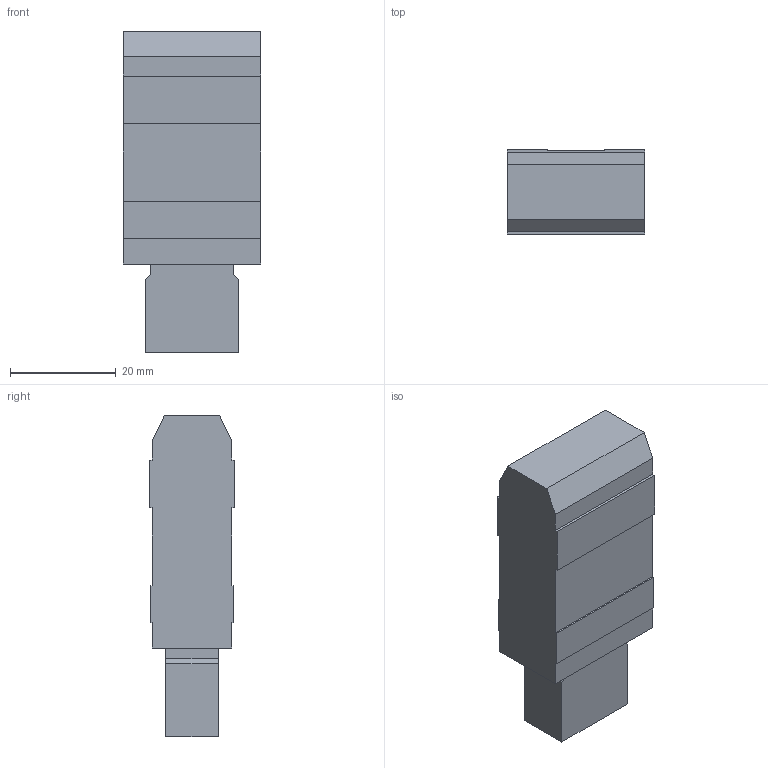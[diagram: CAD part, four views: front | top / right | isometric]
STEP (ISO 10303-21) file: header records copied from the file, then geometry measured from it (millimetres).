
FILE_DESCRIPTION(/* description */ (''),/* implementation_level */ '2;1');
FILE_NAME(/* name */ 'G_NSB0_XX_91120V.stp',/* time_stamp */ '2024-11-29T10:25:25+01:00',/* author */ (''),/* organization */ (''),/* preprocessor_version */ 'ST-DEVELOPER v18.101',/* originating_system */ 'SIEMENS PLM Software NX 2007',/* authorisation */ '');
FILE_SCHEMA (('AUTOMOTIVE_DESIGN { 1 0 10303 214 3 1 1 1 }'));
Length unit declared in the file: millimetre
Products named in the file (1): G_NSB0_XX_91120V
Bounding box: 26 x 16 x 60.8 mm (x, y, z)
Volume: 18466.3 mm3; surface area: 6210.6 mm2
Topology: 1 solids, 1 shells, 232 faces, 636 edges, 424 vertices
Faces by surface type: plane 169, cylinder 49, extrusion 14
Entity records: 9413 total; most frequent: CARTESIAN_POINT 2679, ORIENTED_EDGE 1272, DIRECTION 894, EDGE_CURVE 636, VECTOR 456, LINE 442, VERTEX_POINT 424, EDGE_LOOP 250
